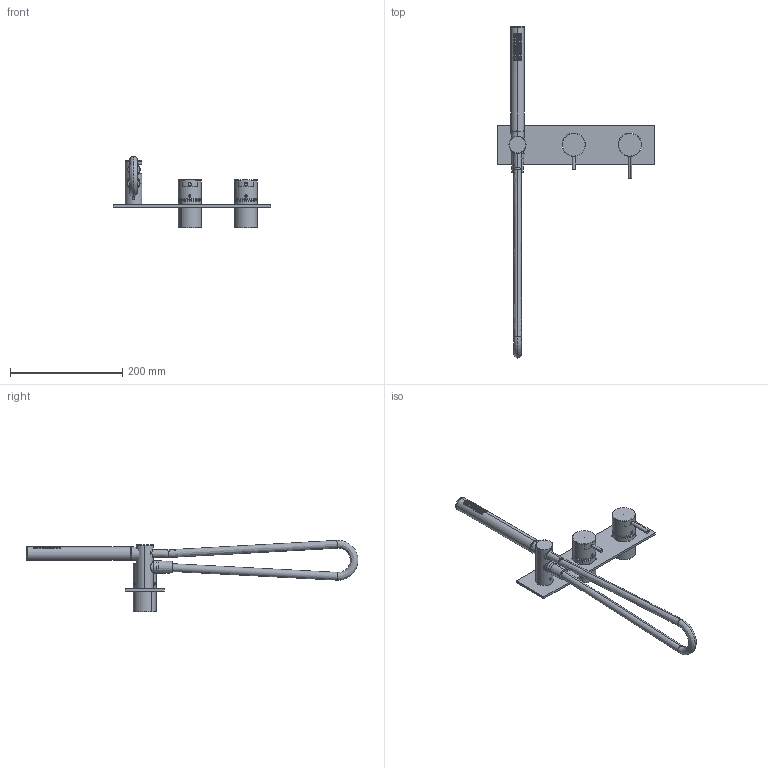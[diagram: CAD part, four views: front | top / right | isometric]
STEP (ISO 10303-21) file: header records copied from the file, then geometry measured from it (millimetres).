
FILE_DESCRIPTION (( 'STEP AP214' ), '1' );
FILE_NAME ('C35.0062 3D.STEP', '2023-01-19T16:26:52', ( '' ), ( '' ), 'SwSTEP 2.0', 'SolidWorks 2022', '' );
FILE_SCHEMA (( 'AUTOMOTIVE_DESIGN' ));
Length unit declared in the file: millimetre
Products named in the file (14): Pomulo Ø6; 0046.000.03.STEP.STEP; CHUVEIRO MAO.STEP.STEP; 0044.000.25.STEP.STEP; 0041.003.00.STEP.STEP; 0041.001.00.STEP.STEP; C35.0062 3D; 0057.003.00; C35.0023.STEP.STEP; 0216.001.00.STEP; 0044.000.23.STEP.STEP; C35.0062.STEP; FLEXIVEL_TOMADA__GUA_CILINDRICA_LATERAL_PARA_MON_AO_CHAO.STEP.STEP; 0057.001.00.STEP.STEP
Assembly tree (13 placements, depth 4):
  C35.0062 3D
    C35.0062.STEP
      C35.0023.STEP.STEP
        FLEXIVEL_TOMADA__GUA_CILINDRICA_LATERAL_PARA_MON_AO_CHAO.STEP.STEP
        0044.000.25.STEP.STEP
        0046.000.03.STEP.STEP
        0044.000.23.STEP.STEP
        0057.001.00.STEP.STEP
        0041.003.00.STEP.STEP
        0041.001.00.STEP.STEP
        CHUVEIRO MAO.STEP.STEP
      0216.001.00.STEP
    0057.003.00
    Pomulo Ø6
Bounding box: 280 x 590.58 x 126.52 mm (x, y, z)
Volume: 366941.7 mm3; surface area: 170544.6 mm2
Topology: 13 solids, 13 shells, 939 faces, 2266 edges, 1452 vertices
Faces by surface type: cylinder 297, bspline 258, plane 198, cone 142, torus 40, sphere 4
Entity records: 64058 total; most frequent: CARTESIAN_POINT 42329, ORIENTED_EDGE 4508, DIRECTION 3370, EDGE_CURVE 2254, VERTEX_POINT 1452, AXIS2_PLACEMENT_3D 1398, EDGE_LOOP 1076, B_SPLINE_CURVE_WITH_KNOTS 965
